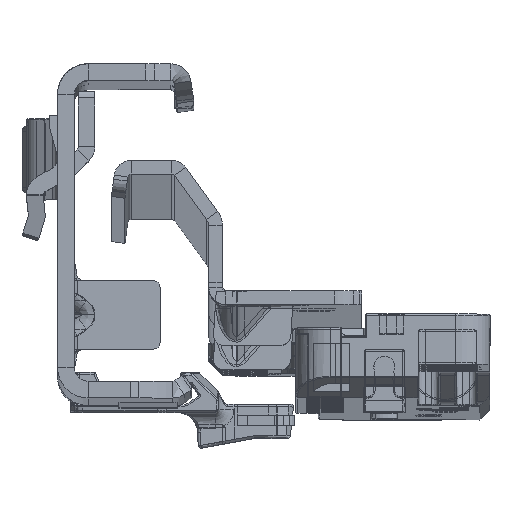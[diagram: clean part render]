
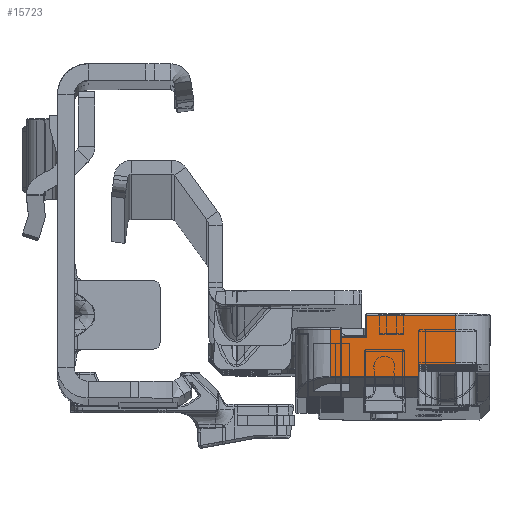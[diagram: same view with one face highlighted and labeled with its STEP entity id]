
A CAD part, top view. The second image highlights one B-rep face of the part: STEP entity #15723.
In plain terms, the highlighted face is planar.
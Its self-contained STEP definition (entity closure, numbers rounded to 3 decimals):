
#3127 = VERTEX_POINT ( 'NONE', #46063 ) ;
#4941 = CARTESIAN_POINT ( 'NONE',  ( -8.3, -5.2, -284.5 ) ) ;
#6938 = CARTESIAN_POINT ( 'NONE',  ( 4.6, 0.1, -284.5 ) ) ;
#8946 = EDGE_CURVE ( 'NONE', #36042, #66659, #51182, .T. ) ;
#10389 = DIRECTION ( 'NONE',  ( 0., -1., 0. ) ) ;
#13656 = CARTESIAN_POINT ( 'NONE',  ( -8.5, -5., -284.5 ) ) ;
#15723 = ADVANCED_FACE ( 'NONE', ( #77300 ), #35548, .F. ) ;
#16132 = DIRECTION ( 'NONE',  ( 1., 0., 0. ) ) ;
#16406 = VERTEX_POINT ( 'NONE', #118864 ) ;
#17978 = CARTESIAN_POINT ( 'NONE',  ( -13.7, -5., -284.5 ) ) ;
#18280 = VECTOR ( 'NONE', #55336, 1000. ) ;
#22376 = CARTESIAN_POINT ( 'NONE',  ( 3.15, 0.1, -284.5 ) ) ;
#24091 = DIRECTION ( 'NONE',  ( 1., 0., 0. ) ) ;
#24931 = LINE ( 'NONE', #6938, #72745 ) ;
#25071 = EDGE_CURVE ( 'NONE', #97402, #90554, #24931, .T. ) ;
#27588 = CARTESIAN_POINT ( 'NONE',  ( 4.6, -242.444, -284.5 ) ) ;
#27992 = CARTESIAN_POINT ( 'NONE',  ( -8.291, -6.749, -284.5 ) ) ;
#28940 = LINE ( 'NONE', #98422, #89238 ) ;
#29367 = ORIENTED_EDGE ( 'NONE', *, *, #31140, .T. ) ;
#31140 = EDGE_CURVE ( 'NONE', #121761, #47256, #116648, .T. ) ;
#33315 = ORIENTED_EDGE ( 'NONE', *, *, #8946, .T. ) ;
#33744 = CARTESIAN_POINT ( 'NONE',  ( -0.7, 2.1, -284.5 ) ) ;
#34200 = ORIENTED_EDGE ( 'NONE', *, *, #119464, .F. ) ;
#35548 = PLANE ( 'NONE',  #54444 ) ;
#36042 = VERTEX_POINT ( 'NONE', #122108 ) ;
#36589 = DIRECTION ( 'NONE',  ( 0., 1., 0. ) ) ;
#37028 = EDGE_CURVE ( 'NONE', #83558, #52892, #77726, .T. ) ;
#40171 = ORIENTED_EDGE ( 'NONE', *, *, #42998, .F. ) ;
#42998 = EDGE_CURVE ( 'NONE', #83558, #66659, #108240, .T. ) ;
#43920 = VECTOR ( 'NONE', #36589, 1000. ) ;
#46063 = CARTESIAN_POINT ( 'NONE',  ( 4.6, -6.785, -284.5 ) ) ;
#47256 = VERTEX_POINT ( 'NONE', #90405 ) ;
#47532 = VERTEX_POINT ( 'NONE', #87719 ) ;
#48717 = EDGE_LOOP ( 'NONE', ( #79596, #83959, #75101, #34200, #106354, #33315, #40171, #81641, #113757, #29367, #95998, #118519 ) ) ;
#50490 = VECTOR ( 'NONE', #16132, 1000. ) ;
#51182 =( BOUNDED_CURVE ( )  B_SPLINE_CURVE ( 3, ( #96844, #27992, #67816, #67180 ),
 .UNSPECIFIED., .F., .T. ) 
 B_SPLINE_CURVE_WITH_KNOTS ( ( 4, 4 ),
 ( 1.047, 1.571 ),
 .UNSPECIFIED. ) 
 CURVE ( )  GEOMETRIC_REPRESENTATION_ITEM ( )  RATIONAL_B_SPLINE_CURVE ( ( 1., 0.977, 0.977, 1. ) ) 
 REPRESENTATION_ITEM ( '' )  );
#51800 = DIRECTION ( 'NONE',  ( 0., -1., 0. ) ) ;
#52892 = VERTEX_POINT ( 'NONE', #13656 ) ;
#54444 = AXIS2_PLACEMENT_3D ( 'NONE', #114764, #65728, #116657 ) ;
#55336 = DIRECTION ( 'NONE',  ( 1., 0., 0. ) ) ;
#56078 = EDGE_CURVE ( 'NONE', #96443, #16406, #60161, .T. ) ;
#60161 = LINE ( 'NONE', #81428, #83348 ) ;
#60859 = CARTESIAN_POINT ( 'NONE',  ( -0.75, 2.1, -284.5 ) ) ;
#61400 = EDGE_CURVE ( 'NONE', #16406, #47532, #84333, .T. ) ;
#63065 = LINE ( 'NONE', #82421, #50490 ) ;
#63468 = EDGE_CURVE ( 'NONE', #47256, #96443, #123885, .T. ) ;
#65728 = DIRECTION ( 'NONE',  ( 0., 0., 1. ) ) ;
#65994 = DIRECTION ( 'NONE',  ( 1., 0., 0. ) ) ;
#66659 = VERTEX_POINT ( 'NONE', #91860 ) ;
#67180 = CARTESIAN_POINT ( 'NONE',  ( -8.3, -6.669, -284.5 ) ) ;
#67816 = CARTESIAN_POINT ( 'NONE',  ( -8.3, -6.71, -284.5 ) ) ;
#68111 = DIRECTION ( 'NONE',  ( -1., 0., 0. ) ) ;
#70117 = DIRECTION ( 'NONE',  ( 0., 1., 0. ) ) ;
#72745 = VECTOR ( 'NONE', #122819, 1000. ) ;
#73479 = CARTESIAN_POINT ( 'NONE',  ( 3.15, 0.1, -284.5 ) ) ;
#75101 = ORIENTED_EDGE ( 'NONE', *, *, #25071, .T. ) ;
#76528 = CARTESIAN_POINT ( 'NONE',  ( 19.8, -1.15, -284.5 ) ) ;
#76932 = VECTOR ( 'NONE', #10389, 1000. ) ;
#77300 = FACE_OUTER_BOUND ( 'NONE', #48717, .T. ) ;
#77726 = CIRCLE ( 'NONE', #92077, 0.2 ) ;
#79596 = ORIENTED_EDGE ( 'NONE', *, *, #61400, .T. ) ;
#81428 = CARTESIAN_POINT ( 'NONE',  ( -0.75, -0.9, -284.5 ) ) ;
#81641 = ORIENTED_EDGE ( 'NONE', *, *, #37028, .T. ) ;
#82421 = CARTESIAN_POINT ( 'NONE',  ( -8.3, -5., -284.5 ) ) ;
#82876 = EDGE_CURVE ( 'NONE', #121761, #52892, #63065, .T. ) ;
#83199 = LINE ( 'NONE', #73479, #100780 ) ;
#83348 = VECTOR ( 'NONE', #51800, 1000. ) ;
#83558 = VERTEX_POINT ( 'NONE', #4941 ) ;
#83959 = ORIENTED_EDGE ( 'NONE', *, *, #108035, .T. ) ;
#84333 = LINE ( 'NONE', #76528, #18280 ) ;
#85523 = VECTOR ( 'NONE', #24091, 1000. ) ;
#87719 = CARTESIAN_POINT ( 'NONE',  ( 3.15, -1.15, -284.5 ) ) ;
#89132 = LINE ( 'NONE', #27588, #43920 ) ;
#89238 = VECTOR ( 'NONE', #68111, 1000. ) ;
#90405 = CARTESIAN_POINT ( 'NONE',  ( -13.7, 2.1, -284.5 ) ) ;
#90554 = VERTEX_POINT ( 'NONE', #108943 ) ;
#91860 = CARTESIAN_POINT ( 'NONE',  ( -8.3, -6.669, -284.5 ) ) ;
#92077 = AXIS2_PLACEMENT_3D ( 'NONE', #112477, #102796, #65994 ) ;
#94979 = EDGE_CURVE ( 'NONE', #3127, #36042, #28940, .T. ) ;
#95998 = ORIENTED_EDGE ( 'NONE', *, *, #63468, .T. ) ;
#96443 = VERTEX_POINT ( 'NONE', #60859 ) ;
#96844 = CARTESIAN_POINT ( 'NONE',  ( -8.273, -6.785, -284.5 ) ) ;
#97402 = VERTEX_POINT ( 'NONE', #22376 ) ;
#98422 = CARTESIAN_POINT ( 'NONE',  ( -8.3, -6.785, -284.5 ) ) ;
#100780 = VECTOR ( 'NONE', #112868, 1000. ) ;
#102796 = DIRECTION ( 'NONE',  ( 0., 0., 1. ) ) ;
#106354 = ORIENTED_EDGE ( 'NONE', *, *, #94979, .T. ) ;
#108035 = EDGE_CURVE ( 'NONE', #47532, #97402, #83199, .T. ) ;
#108213 = VECTOR ( 'NONE', #70117, 1000. ) ;
#108240 = LINE ( 'NONE', #117893, #76932 ) ;
#108860 = CARTESIAN_POINT ( 'NONE',  ( -13.7, 2., -284.5 ) ) ;
#108943 = CARTESIAN_POINT ( 'NONE',  ( 4.6, 0.1, -284.5 ) ) ;
#112477 = CARTESIAN_POINT ( 'NONE',  ( -8.5, -5.2, -284.5 ) ) ;
#112868 = DIRECTION ( 'NONE',  ( 0., 1., 0. ) ) ;
#113757 = ORIENTED_EDGE ( 'NONE', *, *, #82876, .F. ) ;
#114764 = CARTESIAN_POINT ( 'NONE',  ( 19.8, 2.6, -284.5 ) ) ;
#116648 = LINE ( 'NONE', #108860, #108213 ) ;
#116657 = DIRECTION ( 'NONE',  ( 1., 0., 0. ) ) ;
#117893 = CARTESIAN_POINT ( 'NONE',  ( -8.3, 0., -284.5 ) ) ;
#118519 = ORIENTED_EDGE ( 'NONE', *, *, #56078, .T. ) ;
#118864 = CARTESIAN_POINT ( 'NONE',  ( -0.75, -1.15, -284.5 ) ) ;
#119464 = EDGE_CURVE ( 'NONE', #3127, #90554, #89132, .T. ) ;
#121761 = VERTEX_POINT ( 'NONE', #17978 ) ;
#122108 = CARTESIAN_POINT ( 'NONE',  ( -8.273, -6.785, -284.5 ) ) ;
#122819 = DIRECTION ( 'NONE',  ( 1., 0., 0. ) ) ;
#123885 = LINE ( 'NONE', #33744, #85523 ) ;
